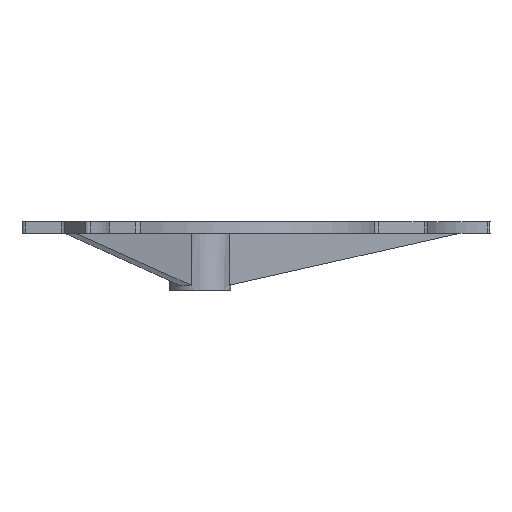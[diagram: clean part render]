
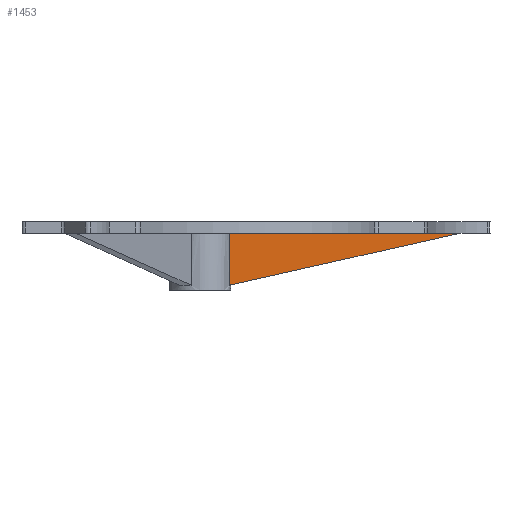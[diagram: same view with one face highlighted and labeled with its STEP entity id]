
A CAD part, left-side view. The second image highlights one B-rep face of the part: STEP entity #1453.
In plain terms, the highlighted free-form (B-spline) face has degree [1, 1] with [2, 2] control points.
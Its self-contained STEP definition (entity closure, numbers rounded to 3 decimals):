
#242 = VERTEX_POINT('',#243);
#243 = CARTESIAN_POINT('',(-4.362,-19.138,
    -33.442));
#249 = EDGE_CURVE('',#242,#250,#252,.T.);
#250 = VERTEX_POINT('',#251);
#251 = CARTESIAN_POINT('',(-4.362,-19.138,0.));
#252 = B_SPLINE_CURVE_WITH_KNOTS('',1,(#253,#254),.UNSPECIFIED.,.F.,.F.,
  (2,2),(-23.,0.),.PIECEWISE_BEZIER_KNOTS.);
#253 = CARTESIAN_POINT('',(-4.362,-19.138,
    -33.442));
#254 = CARTESIAN_POINT('',(-4.362,-19.138,0.));
#768 = EDGE_CURVE('',#250,#769,#771,.T.);
#769 = VERTEX_POINT('',#770);
#770 = CARTESIAN_POINT('',(-4.362,-167.208,0.));
#771 = B_SPLINE_CURVE_WITH_KNOTS('',1,(#772,#773),.UNSPECIFIED.,.F.,.F.,
  (2,2),(-44.442,57.395),.PIECEWISE_BEZIER_KNOTS.);
#772 = CARTESIAN_POINT('',(-4.362,-19.138,0.));
#773 = CARTESIAN_POINT('',(-4.362,-167.208,0.));
#1426 = EDGE_CURVE('',#242,#769,#1427,.T.);
#1427 = B_SPLINE_CURVE_WITH_KNOTS('',1,(#1428,#1429),.UNSPECIFIED.,.F.,
  .F.,(2,2),(-52.201,52.201),.PIECEWISE_BEZIER_KNOTS.);
#1428 = CARTESIAN_POINT('',(-4.362,-19.138,
    -33.442));
#1429 = CARTESIAN_POINT('',(-4.362,-167.208,
    0.));
#1453 = ADVANCED_FACE('',(#1454),#1459,.T.);
#1454 = FACE_BOUND('',#1455,.T.);
#1455 = EDGE_LOOP('',(#1456,#1457,#1458));
#1456 = ORIENTED_EDGE('',*,*,#1426,.T.);
#1457 = ORIENTED_EDGE('',*,*,#768,.F.);
#1458 = ORIENTED_EDGE('',*,*,#249,.F.);
#1459 = B_SPLINE_SURFACE_WITH_KNOTS('',1,1,(
    (#1460,#1461)
    ,(#1462,#1463
    )),.UNSPECIFIED.,.F.,.F.,.F.,(2,2),(2,2),(0.,101.838),(
    0.,23.),.PIECEWISE_BEZIER_KNOTS.);
#1460 = CARTESIAN_POINT('',(-4.362,-167.208,
    0.));
#1461 = CARTESIAN_POINT('',(-4.362,-167.208,
    -33.442));
#1462 = CARTESIAN_POINT('',(-4.362,-19.138,
    0.));
#1463 = CARTESIAN_POINT('',(-4.362,-19.138,
    -33.442));
